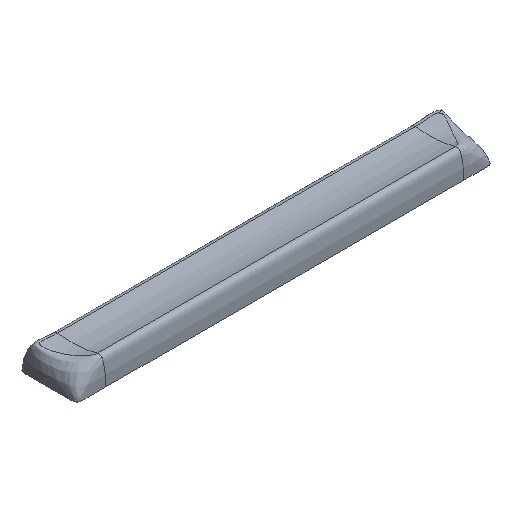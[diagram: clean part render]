
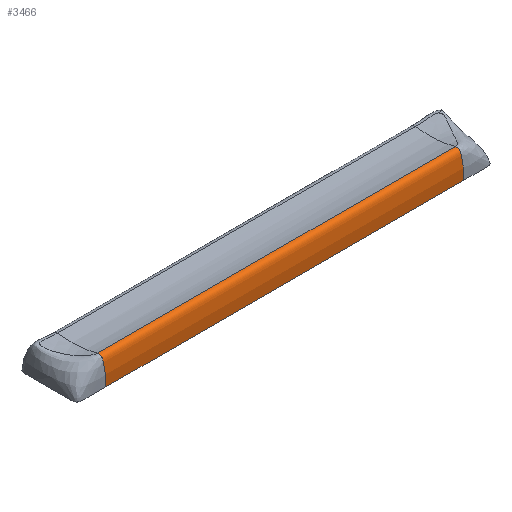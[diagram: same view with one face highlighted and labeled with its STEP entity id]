
A CAD part, isometric view. The second image highlights one B-rep face of the part: STEP entity #3466.
In plain terms, the highlighted free-form (B-spline) face has degree [3, 1] with [16, 2] control points.
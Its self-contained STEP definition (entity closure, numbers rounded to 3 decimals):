
#21=B_SPLINE_CURVE_WITH_KNOTS('',3,(#6069,#6070,#6071,#6072,#6073,#6074,
#6075,#6076,#6077,#6078,#6079,#6080,#6081,#6082,#6083,#6084),
 .UNSPECIFIED.,.F.,.F.,(4,2,2,2,2,2,2,4),(-1.228,-1.116,
-0.982,-0.877,-0.77,-0.599,
-0.311,0.),.UNSPECIFIED.);
#38=B_SPLINE_CURVE_WITH_KNOTS('',3,(#9224,#9225,#9226,#9227,#9228,#9229,
#9230,#9231,#9232,#9233,#9234,#9235,#9236,#9237,#9238,#9239),
 .UNSPECIFIED.,.F.,.F.,(4,2,2,2,2,2,2,4),(-1.228,-1.116,
-0.982,-0.877,-0.77,-0.599,
-0.311,0.),.UNSPECIFIED.);
#47=B_SPLINE_SURFACE_WITH_KNOTS('',3,1,((#9317,#9318),(#9319,#9320),(#9321,
#9322),(#9323,#9324),(#9325,#9326),(#9327,#9328),(#9329,#9330),(#9331,#9332),
(#9333,#9334),(#9335,#9336),(#9337,#9338),(#9339,#9340),(#9341,#9342),(#9343,
#9344),(#9345,#9346),(#9347,#9348)),.UNSPECIFIED.,.F.,.F.,.F.,(4,2,2,2,
2,2,2,4),(2,2),(-1.228,-1.116,-0.982,-0.877,
-0.77,-0.599,-0.311,0.),(0.,11.4),
 .UNSPECIFIED.);
#246=FACE_OUTER_BOUND('',#445,.T.);
#445=EDGE_LOOP('',(#3095,#3096,#3097,#3098));
#901=LINE('',#9316,#1357);
#902=LINE('',#9349,#1358);
#1357=VECTOR('',#4472,10.);
#1358=VECTOR('',#4473,10.);
#1635=VERTEX_POINT('',#6067);
#1636=VERTEX_POINT('',#6068);
#1649=VERTEX_POINT('',#8795);
#1656=VERTEX_POINT('',#9223);
#2103=EDGE_CURVE('',#1635,#1636,#21,.T.);
#2127=EDGE_CURVE('',#1649,#1656,#38,.T.);
#2138=EDGE_CURVE('',#1656,#1636,#901,.T.);
#2139=EDGE_CURVE('',#1649,#1635,#902,.T.);
#3095=ORIENTED_EDGE('',*,*,#2127,.T.);
#3096=ORIENTED_EDGE('',*,*,#2138,.T.);
#3097=ORIENTED_EDGE('',*,*,#2103,.F.);
#3098=ORIENTED_EDGE('',*,*,#2139,.F.);
#3466=ADVANCED_FACE('',(#246),#47,.T.);
#4472=DIRECTION('',(1.,0.,0.));
#4473=DIRECTION('',(1.,0.,0.));
#6067=CARTESIAN_POINT('',(57.,-6.497,7.984));
#6068=CARTESIAN_POINT('',(57.,-9.198,0.));
#6069=CARTESIAN_POINT('Ctrl Pts',(57.,-6.497,7.984));
#6070=CARTESIAN_POINT('Ctrl Pts',(57.,-6.647,7.993));
#6071=CARTESIAN_POINT('Ctrl Pts',(57.,-6.796,7.994));
#6072=CARTESIAN_POINT('Ctrl Pts',(57.,-7.122,7.965));
#6073=CARTESIAN_POINT('Ctrl Pts',(57.,-7.299,7.93));
#6074=CARTESIAN_POINT('Ctrl Pts',(57.,-7.594,7.81));
#6075=CARTESIAN_POINT('Ctrl Pts',(57.,-7.714,7.738));
#6076=CARTESIAN_POINT('Ctrl Pts',(57.,-7.923,7.549));
#6077=CARTESIAN_POINT('Ctrl Pts',(57.,-8.039,7.408));
#6078=CARTESIAN_POINT('Ctrl Pts',(57.,-8.339,6.814));
#6079=CARTESIAN_POINT('Ctrl Pts',(57.,-8.467,6.333));
#6080=CARTESIAN_POINT('Ctrl Pts',(57.,-8.792,4.912));
#6081=CARTESIAN_POINT('Ctrl Pts',(57.,-8.953,3.976));
#6082=CARTESIAN_POINT('Ctrl Pts',(57.,-9.147,2.072));
#6083=CARTESIAN_POINT('Ctrl Pts',(57.,-9.176,1.038));
#6084=CARTESIAN_POINT('Ctrl Pts',(57.,-9.198,0.));
#8795=CARTESIAN_POINT('',(-57.,-6.497,7.984));
#9223=CARTESIAN_POINT('',(-57.,-9.198,0.));
#9224=CARTESIAN_POINT('Ctrl Pts',(-57.,-6.497,7.984));
#9225=CARTESIAN_POINT('Ctrl Pts',(-57.,-6.647,7.993));
#9226=CARTESIAN_POINT('Ctrl Pts',(-57.,-6.796,7.994));
#9227=CARTESIAN_POINT('Ctrl Pts',(-57.,-7.122,7.965));
#9228=CARTESIAN_POINT('Ctrl Pts',(-57.,-7.299,7.93));
#9229=CARTESIAN_POINT('Ctrl Pts',(-57.,-7.594,7.81));
#9230=CARTESIAN_POINT('Ctrl Pts',(-57.,-7.714,7.738));
#9231=CARTESIAN_POINT('Ctrl Pts',(-57.,-7.923,7.549));
#9232=CARTESIAN_POINT('Ctrl Pts',(-57.,-8.039,7.408));
#9233=CARTESIAN_POINT('Ctrl Pts',(-57.,-8.339,6.814));
#9234=CARTESIAN_POINT('Ctrl Pts',(-57.,-8.467,6.333));
#9235=CARTESIAN_POINT('Ctrl Pts',(-57.,-8.792,4.912));
#9236=CARTESIAN_POINT('Ctrl Pts',(-57.,-8.953,3.976));
#9237=CARTESIAN_POINT('Ctrl Pts',(-57.,-9.147,2.072));
#9238=CARTESIAN_POINT('Ctrl Pts',(-57.,-9.176,1.038));
#9239=CARTESIAN_POINT('Ctrl Pts',(-57.,-9.198,0.));
#9316=CARTESIAN_POINT('',(-57.,-9.198,0.));
#9317=CARTESIAN_POINT('Ctrl Pts',(-57.,-6.497,7.984));
#9318=CARTESIAN_POINT('Ctrl Pts',(57.,-6.497,7.984));
#9319=CARTESIAN_POINT('Ctrl Pts',(-57.,-6.647,7.993));
#9320=CARTESIAN_POINT('Ctrl Pts',(57.,-6.647,7.993));
#9321=CARTESIAN_POINT('Ctrl Pts',(-57.,-6.796,7.994));
#9322=CARTESIAN_POINT('Ctrl Pts',(57.,-6.796,7.994));
#9323=CARTESIAN_POINT('Ctrl Pts',(-57.,-7.122,7.965));
#9324=CARTESIAN_POINT('Ctrl Pts',(57.,-7.122,7.965));
#9325=CARTESIAN_POINT('Ctrl Pts',(-57.,-7.299,7.93));
#9326=CARTESIAN_POINT('Ctrl Pts',(57.,-7.299,7.93));
#9327=CARTESIAN_POINT('Ctrl Pts',(-57.,-7.594,7.81));
#9328=CARTESIAN_POINT('Ctrl Pts',(57.,-7.594,7.81));
#9329=CARTESIAN_POINT('Ctrl Pts',(-57.,-7.714,7.738));
#9330=CARTESIAN_POINT('Ctrl Pts',(57.,-7.714,7.738));
#9331=CARTESIAN_POINT('Ctrl Pts',(-57.,-7.923,7.549));
#9332=CARTESIAN_POINT('Ctrl Pts',(57.,-7.923,7.549));
#9333=CARTESIAN_POINT('Ctrl Pts',(-57.,-8.039,7.408));
#9334=CARTESIAN_POINT('Ctrl Pts',(57.,-8.039,7.408));
#9335=CARTESIAN_POINT('Ctrl Pts',(-57.,-8.339,6.814));
#9336=CARTESIAN_POINT('Ctrl Pts',(57.,-8.339,6.814));
#9337=CARTESIAN_POINT('Ctrl Pts',(-57.,-8.467,6.333));
#9338=CARTESIAN_POINT('Ctrl Pts',(57.,-8.467,6.333));
#9339=CARTESIAN_POINT('Ctrl Pts',(-57.,-8.792,4.912));
#9340=CARTESIAN_POINT('Ctrl Pts',(57.,-8.792,4.912));
#9341=CARTESIAN_POINT('Ctrl Pts',(-57.,-8.953,3.976));
#9342=CARTESIAN_POINT('Ctrl Pts',(57.,-8.953,3.976));
#9343=CARTESIAN_POINT('Ctrl Pts',(-57.,-9.147,2.072));
#9344=CARTESIAN_POINT('Ctrl Pts',(57.,-9.147,2.072));
#9345=CARTESIAN_POINT('Ctrl Pts',(-57.,-9.176,1.038));
#9346=CARTESIAN_POINT('Ctrl Pts',(57.,-9.176,1.038));
#9347=CARTESIAN_POINT('Ctrl Pts',(-57.,-9.198,0.));
#9348=CARTESIAN_POINT('Ctrl Pts',(57.,-9.198,0.));
#9349=CARTESIAN_POINT('',(-57.,-6.497,7.984));
